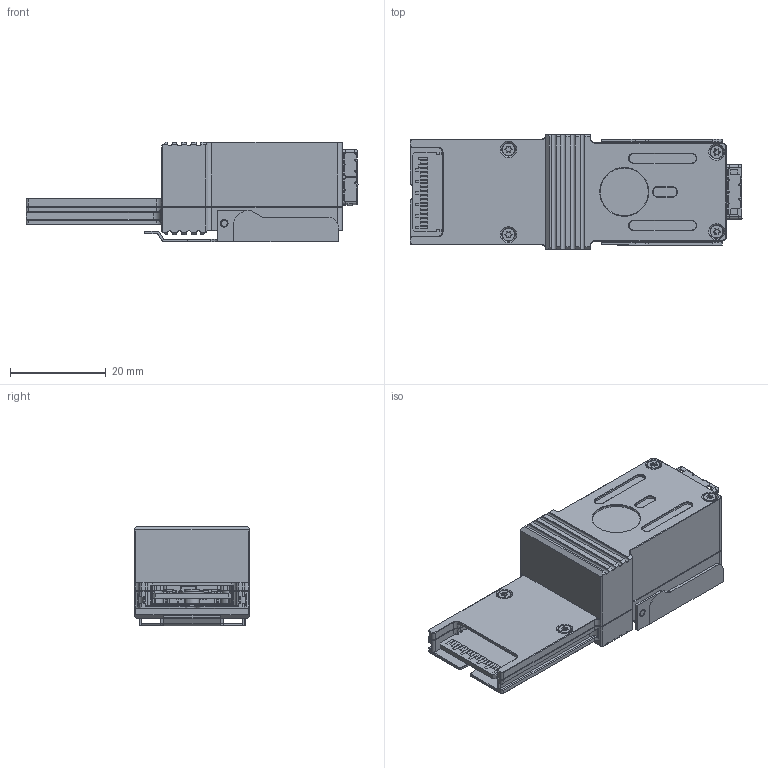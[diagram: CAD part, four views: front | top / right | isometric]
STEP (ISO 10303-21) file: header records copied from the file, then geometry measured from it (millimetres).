
FILE_DESCRIPTION(/* description */ (''),/* implementation_level */ '2;1');
FILE_NAME(/* name */ 'STP-ACCS-(XC-X4G3-SFF-X4G3-IPASS).stp',/* time_stamp */ '2022-11-07T09:29:26+01:00',/* author */ (''),/* organization */ (''),/* preprocessor_version */ 'ST-DEVELOPER v18.102',/* originating_system */ 'SIEMENS PLM Software NX2206.3001',/* authorisation */ '');
FILE_SCHEMA (('AUTOMOTIVE_DESIGN { 1 0 10303 214 3 1 1 1 }'));
Products named in the file (9): PCIEO-LATCH-X4; SROB-M1.6X16-CSK-TX-STNLS; SROB-M1.6X4-CSK-TX-STNLS; MECH-XC-SF-X4-SHELL-TOP; WSHR-M2-0.3MM-STNLS; SROB-M2X3-CUST; XC-X4G3-SFF-IPASS-PCA-1A-LW; MECH-XC-SF-X4-SHELL-BOT; ASSM-XC-X4G3-SFF-IPASS-LW
Assembly tree (13 placements, depth 2):
  ASSM-XC-X4G3-SFF-IPASS-LW
    MECH-XC-SF-X4-SHELL-BOT
    XC-X4G3-SFF-IPASS-PCA-1A-LW
    SROB-M2X3-CUST  x4
    WSHR-M2-0.3MM-STNLS
    MECH-XC-SF-X4-SHELL-TOP
    SROB-M1.6X4-CSK-TX-STNLS  x2
    SROB-M1.6X16-CSK-TX-STNLS  x2
    PCIEO-LATCH-X4
Bounding box: 69.27 x 23.95 x 20.8 mm (x, y, z)
Volume: 13133.1 mm3; surface area: 19435.4 mm2
Topology: 14 solids, 14 shells, 3132 faces, 8893 edges, 5891 vertices
Faces by surface type: plane 1901, cylinder 1015, cone 198, torus 8, bspline 6, extrusion 4
Full cylindrical faces by diameter (mm): 1.3 x4, 1.45 x4, 1.5 x3, 1.6 x17, 1.9 x4, 2 x1, 2.2 x2, 3 x5, 5 x1, 10 x1
Entity records: 98812 total; most frequent: CARTESIAN_POINT 18857, ORIENTED_EDGE 16810, DIRECTION 16346, EDGE_CURVE 8405, VECTOR 5814, LINE 5810, VERTEX_POINT 5628, AXIS2_PLACEMENT_3D 5266
